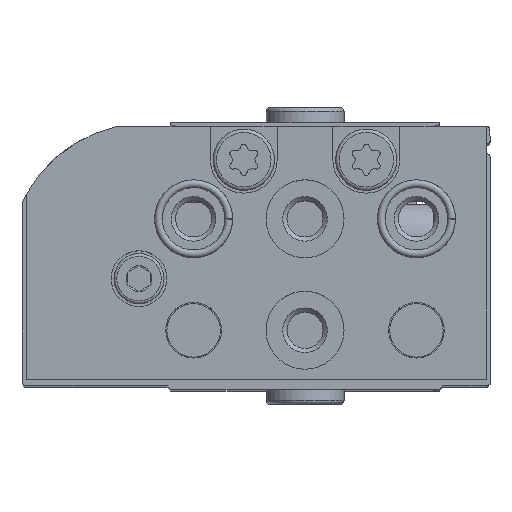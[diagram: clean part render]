
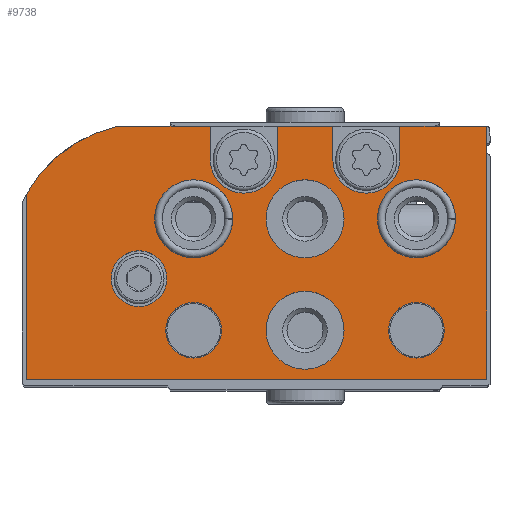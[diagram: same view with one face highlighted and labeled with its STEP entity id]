
A CAD part, top view. The second image highlights one B-rep face of the part: STEP entity #9738.
In plain terms, the highlighted face is planar.
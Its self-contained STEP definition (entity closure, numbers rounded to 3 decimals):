
#1002=LINE('',#16542,#1758);
#1006=LINE('',#16550,#1762);
#1010=LINE('',#16556,#1766);
#1013=LINE('',#16576,#1769);
#1014=LINE('',#16580,#1770);
#1015=LINE('',#16583,#1771);
#1016=LINE('',#16585,#1772);
#1017=LINE('',#16587,#1773);
#1018=LINE('',#16588,#1774);
#1019=LINE('',#16592,#1775);
#1758=VECTOR('',#13406,1000.);
#1762=VECTOR('',#13410,1000.);
#1766=VECTOR('',#13414,1000.);
#1769=VECTOR('',#13433,1000.);
#1770=VECTOR('',#13436,1000.);
#1771=VECTOR('',#13439,1000.);
#1772=VECTOR('',#13440,1000.);
#1773=VECTOR('',#13441,1000.);
#1774=VECTOR('',#13442,1000.);
#1775=VECTOR('',#13445,1000.);
#3744=ORIENTED_EDGE('',*,*,#5543,.T.);
#3745=ORIENTED_EDGE('',*,*,#5544,.T.);
#3746=ORIENTED_EDGE('',*,*,#5545,.T.);
#3747=ORIENTED_EDGE('',*,*,#5546,.T.);
#3748=ORIENTED_EDGE('',*,*,#5547,.T.);
#3749=ORIENTED_EDGE('',*,*,#5548,.T.);
#3750=ORIENTED_EDGE('',*,*,#5549,.T.);
#3751=ORIENTED_EDGE('',*,*,#5550,.T.);
#3752=ORIENTED_EDGE('',*,*,#5551,.T.);
#3753=ORIENTED_EDGE('',*,*,#5552,.T.);
#3754=ORIENTED_EDGE('',*,*,#5540,.F.);
#3755=ORIENTED_EDGE('',*,*,#5553,.F.);
#3756=ORIENTED_EDGE('',*,*,#5554,.F.);
#3757=ORIENTED_EDGE('',*,*,#5555,.F.);
#3758=ORIENTED_EDGE('',*,*,#5556,.F.);
#3759=ORIENTED_EDGE('',*,*,#5536,.F.);
#3760=ORIENTED_EDGE('',*,*,#5557,.T.);
#3761=ORIENTED_EDGE('',*,*,#5558,.T.);
#3762=ORIENTED_EDGE('',*,*,#5559,.T.);
#3763=ORIENTED_EDGE('',*,*,#5532,.F.);
#5532=EDGE_CURVE('',#6608,#6609,#1002,.T.);
#5536=EDGE_CURVE('',#6612,#6613,#1006,.T.);
#5540=EDGE_CURVE('',#6614,#6615,#1010,.T.);
#5543=EDGE_CURVE('',#6617,#6617,#7198,.T.);
#5544=EDGE_CURVE('',#6618,#6618,#7199,.T.);
#5545=EDGE_CURVE('',#6619,#6619,#7200,.T.);
#5546=EDGE_CURVE('',#6620,#6620,#7201,.T.);
#5547=EDGE_CURVE('',#6621,#6621,#7202,.T.);
#5548=EDGE_CURVE('',#6622,#6622,#7203,.T.);
#5549=EDGE_CURVE('',#6623,#6623,#7204,.T.);
#5550=EDGE_CURVE('',#6608,#6624,#1013,.T.);
#5551=EDGE_CURVE('',#6624,#6625,#7205,.T.);
#5552=EDGE_CURVE('',#6625,#6615,#1014,.T.);
#5553=EDGE_CURVE('',#6626,#6614,#7206,.T.);
#5554=EDGE_CURVE('',#6627,#6626,#1015,.T.);
#5555=EDGE_CURVE('',#6628,#6627,#1016,.T.);
#5556=EDGE_CURVE('',#6613,#6628,#1017,.T.);
#5557=EDGE_CURVE('',#6612,#6629,#1018,.T.);
#5558=EDGE_CURVE('',#6629,#6630,#7207,.T.);
#5559=EDGE_CURVE('',#6630,#6609,#1019,.T.);
#6608=VERTEX_POINT('',#16541);
#6609=VERTEX_POINT('',#16543);
#6612=VERTEX_POINT('',#16549);
#6613=VERTEX_POINT('',#16551);
#6614=VERTEX_POINT('',#16555);
#6615=VERTEX_POINT('',#16557);
#6617=VERTEX_POINT('',#16563);
#6618=VERTEX_POINT('',#16565);
#6619=VERTEX_POINT('',#16567);
#6620=VERTEX_POINT('',#16569);
#6621=VERTEX_POINT('',#16571);
#6622=VERTEX_POINT('',#16573);
#6623=VERTEX_POINT('',#16575);
#6624=VERTEX_POINT('',#16577);
#6625=VERTEX_POINT('',#16579);
#6626=VERTEX_POINT('',#16582);
#6627=VERTEX_POINT('',#16584);
#6628=VERTEX_POINT('',#16586);
#6629=VERTEX_POINT('',#16589);
#6630=VERTEX_POINT('',#16591);
#7198=CIRCLE('',#10997,2.5);
#7199=CIRCLE('',#10998,3.5);
#7200=CIRCLE('',#10999,3.5);
#7201=CIRCLE('',#11000,3.5);
#7202=CIRCLE('',#11001,3.5);
#7203=CIRCLE('',#11002,2.5);
#7204=CIRCLE('',#11003,2.5);
#7205=CIRCLE('',#11004,3.);
#7206=CIRCLE('',#11005,12.5);
#7207=CIRCLE('',#11006,3.);
#7903=EDGE_LOOP('',(#3744));
#7904=EDGE_LOOP('',(#3745));
#7905=EDGE_LOOP('',(#3746));
#7906=EDGE_LOOP('',(#3747));
#7907=EDGE_LOOP('',(#3748));
#7908=EDGE_LOOP('',(#3749));
#7909=EDGE_LOOP('',(#3750));
#7910=EDGE_LOOP('',(#3751,#3752,#3753,#3754,#3755,#3756,#3757,#3758,#3759,
#3760,#3761,#3762,#3763));
#8749=FACE_BOUND('',#7903,.T.);
#8750=FACE_BOUND('',#7904,.T.);
#8751=FACE_BOUND('',#7905,.T.);
#8752=FACE_BOUND('',#7906,.T.);
#8753=FACE_BOUND('',#7907,.T.);
#8754=FACE_BOUND('',#7908,.T.);
#8755=FACE_BOUND('',#7909,.T.);
#8756=FACE_BOUND('',#7910,.T.);
#9272=PLANE('',#10996);
#9738=ADVANCED_FACE('',(#8749,#8750,#8751,#8752,#8753,#8754,#8755,#8756),
#9272,.F.);
#10996=AXIS2_PLACEMENT_3D('',#16561,#13417,#13418);
#10997=AXIS2_PLACEMENT_3D('',#16562,#13419,#13420);
#10998=AXIS2_PLACEMENT_3D('',#16564,#13421,#13422);
#10999=AXIS2_PLACEMENT_3D('',#16566,#13423,#13424);
#11000=AXIS2_PLACEMENT_3D('',#16568,#13425,#13426);
#11001=AXIS2_PLACEMENT_3D('',#16570,#13427,#13428);
#11002=AXIS2_PLACEMENT_3D('',#16572,#13429,#13430);
#11003=AXIS2_PLACEMENT_3D('',#16574,#13431,#13432);
#11004=AXIS2_PLACEMENT_3D('',#16578,#13434,#13435);
#11005=AXIS2_PLACEMENT_3D('',#16581,#13437,#13438);
#11006=AXIS2_PLACEMENT_3D('',#16590,#13443,#13444);
#13406=DIRECTION('',(-1.,0.,0.));
#13410=DIRECTION('',(-1.,0.,0.));
#13414=DIRECTION('',(-1.,0.,0.));
#13417=DIRECTION('',(0.,0.,1.));
#13418=DIRECTION('',(1.,0.,0.));
#13419=DIRECTION('',(0.,0.,1.));
#13420=DIRECTION('',(1.,0.,0.));
#13421=DIRECTION('',(0.,0.,1.));
#13422=DIRECTION('',(1.,0.,0.));
#13423=DIRECTION('',(0.,0.,1.));
#13424=DIRECTION('',(1.,0.,0.));
#13425=DIRECTION('',(0.,0.,1.));
#13426=DIRECTION('',(1.,0.,0.));
#13427=DIRECTION('',(0.,0.,1.));
#13428=DIRECTION('',(1.,0.,0.));
#13429=DIRECTION('',(0.,0.,1.));
#13430=DIRECTION('',(1.,0.,0.));
#13431=DIRECTION('',(0.,0.,1.));
#13432=DIRECTION('',(1.,0.,0.));
#13433=DIRECTION('',(0.,-1.,0.));
#13434=DIRECTION('',(0.,0.,1.));
#13435=DIRECTION('',(1.,0.,0.));
#13436=DIRECTION('',(0.,1.,0.));
#13437=DIRECTION('',(0.,0.,1.));
#13438=DIRECTION('',(1.,0.,0.));
#13439=DIRECTION('',(0.,1.,0.));
#13440=DIRECTION('',(1.,0.,0.));
#13441=DIRECTION('',(0.,-1.,0.));
#13442=DIRECTION('',(0.,-1.,0.));
#13443=DIRECTION('',(0.,0.,1.));
#13444=DIRECTION('',(1.,0.,0.));
#13445=DIRECTION('',(0.,1.,0.));
#16541=CARTESIAN_POINT('',(18.8,22.7,0.));
#16542=CARTESIAN_POINT('',(33.122,22.7,0.));
#16543=CARTESIAN_POINT('',(13.8,22.7,0.));
#16549=CARTESIAN_POINT('',(7.8,22.7,0.));
#16550=CARTESIAN_POINT('',(33.122,22.7,0.));
#16551=CARTESIAN_POINT('',(0.,22.7,0.));
#16555=CARTESIAN_POINT('',(33.122,22.7,0.));
#16556=CARTESIAN_POINT('',(33.122,22.7,0.));
#16557=CARTESIAN_POINT('',(24.8,22.7,0.));
#16561=CARTESIAN_POINT('',(30.4,10.5,0.));
#16562=CARTESIAN_POINT('',(31.2,9.03,0.));
#16563=CARTESIAN_POINT('',(33.7,9.03,0.));
#16564=CARTESIAN_POINT('',(26.3,14.4,0.));
#16565=CARTESIAN_POINT('',(29.8,14.4,0.));
#16566=CARTESIAN_POINT('',(16.3,14.4,0.));
#16567=CARTESIAN_POINT('',(19.8,14.4,0.));
#16568=CARTESIAN_POINT('',(6.3,14.4,0.));
#16569=CARTESIAN_POINT('',(9.8,14.4,0.));
#16570=CARTESIAN_POINT('',(16.3,4.4,0.));
#16571=CARTESIAN_POINT('',(19.8,4.4,0.));
#16572=CARTESIAN_POINT('',(26.3,4.4,0.));
#16573=CARTESIAN_POINT('',(28.8,4.4,0.));
#16574=CARTESIAN_POINT('',(6.3,4.4,0.));
#16575=CARTESIAN_POINT('',(8.8,4.4,0.));
#16576=CARTESIAN_POINT('',(18.8,22.7,0.));
#16577=CARTESIAN_POINT('',(18.8,19.7,0.));
#16578=CARTESIAN_POINT('',(21.8,19.7,0.));
#16579=CARTESIAN_POINT('',(24.8,19.7,0.));
#16580=CARTESIAN_POINT('',(24.8,19.7,0.));
#16581=CARTESIAN_POINT('',(30.4,10.5,0.));
#16582=CARTESIAN_POINT('',(41.3,16.619,0.));
#16583=CARTESIAN_POINT('',(41.3,0.,0.));
#16584=CARTESIAN_POINT('',(41.3,0.,0.));
#16585=CARTESIAN_POINT('',(0.,0.,0.));
#16586=CARTESIAN_POINT('',(0.,0.,0.));
#16587=CARTESIAN_POINT('',(0.,22.7,0.));
#16588=CARTESIAN_POINT('',(7.8,22.7,0.));
#16589=CARTESIAN_POINT('',(7.8,19.7,0.));
#16590=CARTESIAN_POINT('',(10.8,19.7,0.));
#16591=CARTESIAN_POINT('',(13.8,19.7,0.));
#16592=CARTESIAN_POINT('',(13.8,19.7,0.));
